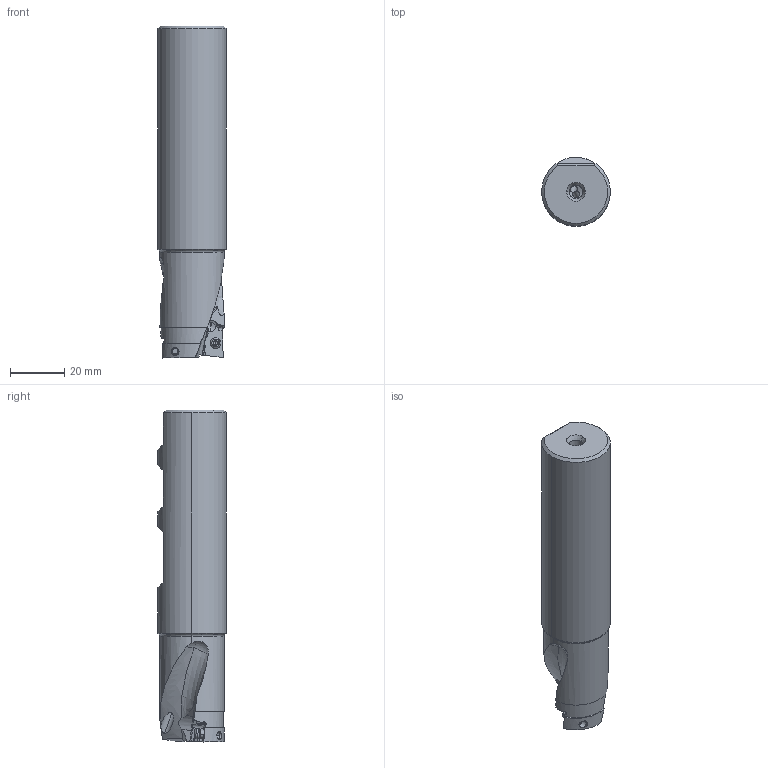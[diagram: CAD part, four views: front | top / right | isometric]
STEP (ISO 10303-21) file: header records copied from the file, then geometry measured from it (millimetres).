
FILE_DESCRIPTION(/* description */ (''),/* implementation_level */ '2;1');
FILE_NAME(/* name */ 'AQXUR162WA16S.stp',/* time_stamp */ '2021-09-08T11:42:25+09:00',/* author */ (''),/* organization */ (''),/* preprocessor_version */ 'ST-DEVELOPER v16',/* originating_system */ 'SIEMENS PLM Software NX 10.0',/* authorisation */ '');
FILE_SCHEMA (('AUTOMOTIVE_DESIGN { 1 0 10303 214 3 1 1 1 }'));
Length unit declared in the file: millimetre
Products named in the file (1): AQXUR162WA16S_ASM
Bounding box: 25.4 x 25.4 x 122.7 mm (x, y, z)
Volume: 51755.3 mm3; surface area: 12535.1 mm2
Topology: 3 solids, 3 shells, 194 faces, 571 edges, 394 vertices
Faces by surface type: cylinder 73, plane 66, cone 34, torus 8, bspline 7, sphere 6
Entity records: 9658 total; most frequent: CARTESIAN_POINT 4451, ORIENTED_EDGE 1126, DIRECTION 1006, EDGE_CURVE 563, AXIS2_PLACEMENT_3D 415, VERTEX_POINT 379, EDGE_LOOP 206, ADVANCED_FACE 194
